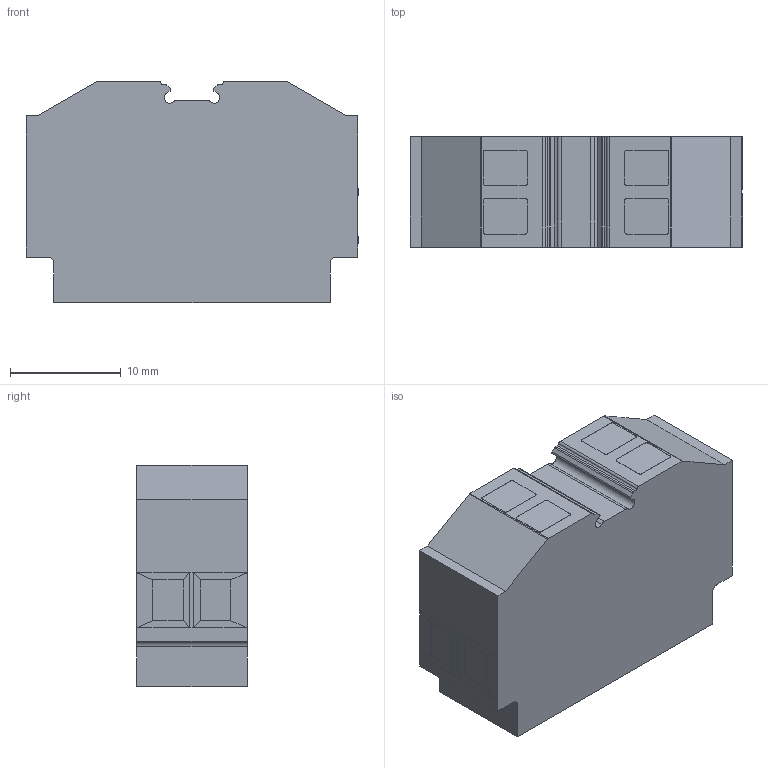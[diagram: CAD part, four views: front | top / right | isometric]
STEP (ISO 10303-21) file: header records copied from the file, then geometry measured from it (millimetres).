
FILE_DESCRIPTION(/* description */ (''),/* implementation_level */ '2;1');
FILE_NAME(/* name */ 'cm2.5s2.stp',/* time_stamp */ '2016-06-22T11:11:37-04:00',/* author */ ('CAD Station'),/* organization */ (''),/* preprocessor_version */ 'ST-DEVELOPER v16.1',/* originating_system */ 'Autodesk Inventor 2016',/* authorisation */ '');
FILE_SCHEMA (('AUTOMOTIVE_DESIGN { 1 0 10303 214 3 1 1 }'));
Length unit declared in the file: metre
Products named in the file (1): cm2.5s2
Bounding box: 30.02 x 10 x 20 mm (x, y, z)
Volume: 5481.4 mm3; surface area: 2094.3 mm2
Topology: 1 solids, 1 shells, 146 faces, 364 edges, 224 vertices
Faces by surface type: plane 114, cylinder 32
Entity records: 4428 total; most frequent: CARTESIAN_POINT 735, ORIENTED_EDGE 728, DIRECTION 722, EDGE_CURVE 364, LINE 300, VECTOR 300, VERTEX_POINT 224, AXIS2_PLACEMENT_3D 211
